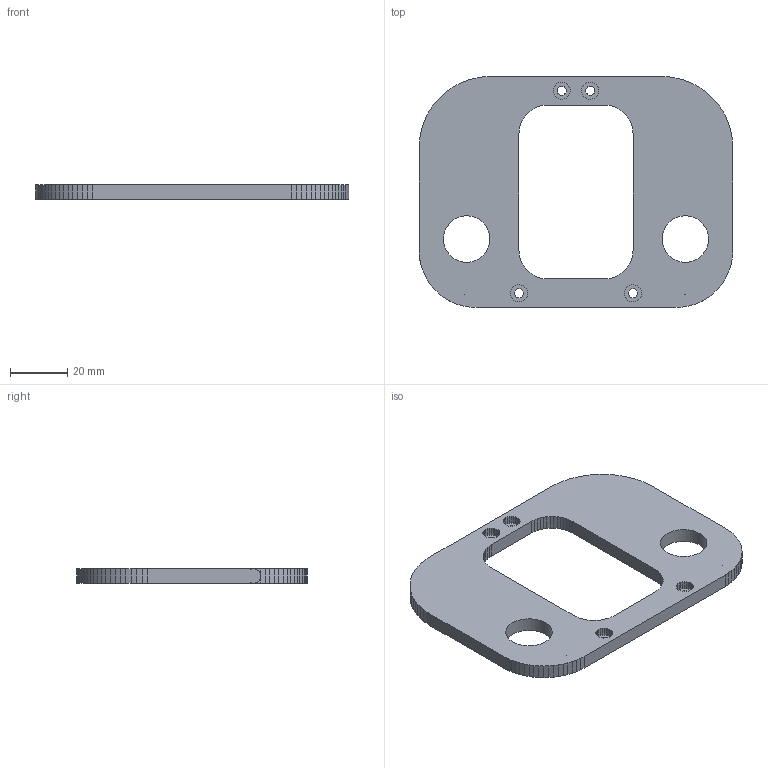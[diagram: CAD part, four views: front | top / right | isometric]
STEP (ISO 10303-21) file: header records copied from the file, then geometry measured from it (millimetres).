
FILE_DESCRIPTION(/* description */ (''),/* implementation_level */ '2;1');
FILE_NAME(/* name */ '5f1a61ffb9fe9c131d37a0b4',/* time_stamp */ '2020-07-24T04:22:24+00:00',/* author */ (''),/* organization */ (''),/* preprocessor_version */ 'ST-DEVELOPER v16.7',/* originating_system */ $,/* authorisation */ $);
FILE_SCHEMA (('AUTOMOTIVE_DESIGN {1 0 10303 214 3 1 1}'));
Length unit declared in the file: metre
Products named in the file (1): Outer_Shoulder_Plate
Bounding box: 110 x 81 x 5 mm (x, y, z)
Volume: 28086.4 mm3; surface area: 14797.1 mm2
Topology: 1 solids, 1 shells, 378 faces, 1106 edges, 736 vertices
Faces by surface type: plane 368, cylinder 10
Full cylindrical faces by diameter (mm): 16.3 x2
Entity records: 12335 total; most frequent: CARTESIAN_POINT 2219, ORIENTED_EDGE 2208, DIRECTION 1891, EDGE_CURVE 1104, LINE 1075, VECTOR 1075, VERTEX_POINT 736, AXIS2_PLACEMENT_3D 408
